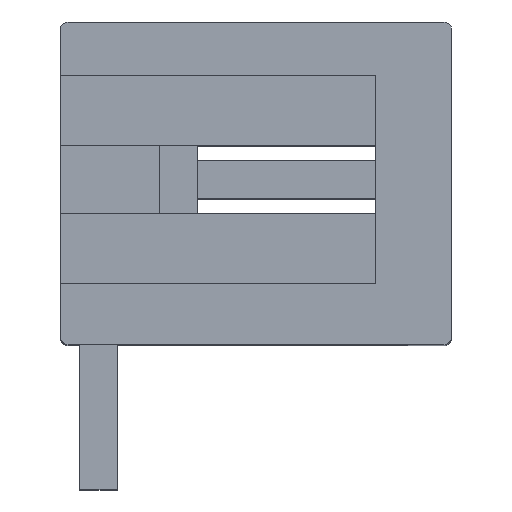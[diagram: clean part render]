
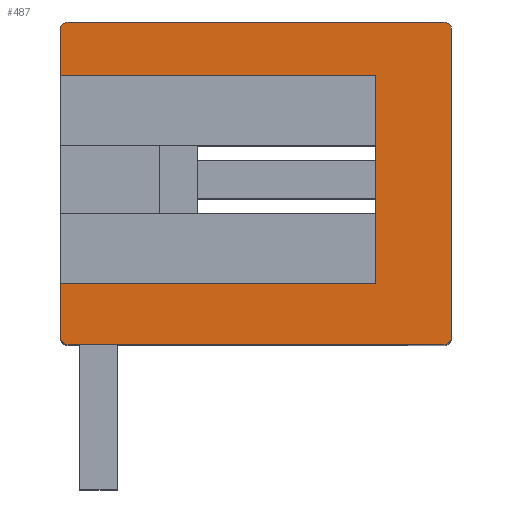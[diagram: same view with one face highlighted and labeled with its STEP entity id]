
A CAD part, top view. The second image highlights one B-rep face of the part: STEP entity #487.
In plain terms, the highlighted planar face has unit normal (0, 0, 1).
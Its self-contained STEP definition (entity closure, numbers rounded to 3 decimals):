
#487 = ADVANCED_FACE( '', ( #1029 ), #1030, .T. );
#1029 = FACE_OUTER_BOUND( '', #1613, .T. );
#1030 = PLANE( '', #1614 );
#1613 = EDGE_LOOP( '', ( #3102, #3103, #3104, #3105, #3106, #3107, #3108, #3109, #3110, #3111, #3112, #3113 ) );
#1614 = AXIS2_PLACEMENT_3D( '', #3114, #3115, #3116 );
#3102 = ORIENTED_EDGE( '', *, *, #3677, .T. );
#3103 = ORIENTED_EDGE( '', *, *, #3608, .F. );
#3104 = ORIENTED_EDGE( '', *, *, #4060, .T. );
#3105 = ORIENTED_EDGE( '', *, *, #4155, .T. );
#3106 = ORIENTED_EDGE( '', *, *, #3736, .T. );
#3107 = ORIENTED_EDGE( '', *, *, #4018, .T. );
#3108 = ORIENTED_EDGE( '', *, *, #3887, .T. );
#3109 = ORIENTED_EDGE( '', *, *, #4182, .T. );
#3110 = ORIENTED_EDGE( '', *, *, #4010, .T. );
#3111 = ORIENTED_EDGE( '', *, *, #3587, .T. );
#3112 = ORIENTED_EDGE( '', *, *, #4183, .T. );
#3113 = ORIENTED_EDGE( '', *, *, #4035, .T. );
#3114 = CARTESIAN_POINT( '', ( -0.8, 8.3, 19.9 ) );
#3115 = DIRECTION( '', ( 0., 0., 1. ) );
#3116 = DIRECTION( '', ( 1., 0., 0. ) );
#3587 = EDGE_CURVE( '', #4324, #4322, #4325, .T. );
#3608 = EDGE_CURVE( '', #4359, #4355, #4361, .T. );
#3677 = EDGE_CURVE( '', #4483, #4355, #4484, .T. );
#3736 = EDGE_CURVE( '', #4591, #4589, #4592, .T. );
#3887 = EDGE_CURVE( '', #4837, #4835, #4838, .T. );
#4010 = EDGE_CURVE( '', #5019, #4324, #5020, .T. );
#4018 = EDGE_CURVE( '', #4589, #4837, #5030, .T. );
#4035 = EDGE_CURVE( '', #5053, #4483, #5054, .T. );
#4060 = EDGE_CURVE( '', #4359, #5088, #5090, .T. );
#4155 = EDGE_CURVE( '', #5088, #4591, #5203, .T. );
#4182 = EDGE_CURVE( '', #4835, #5019, #5231, .T. );
#4183 = EDGE_CURVE( '', #4322, #5053, #5232, .T. );
#4322 = VERTEX_POINT( '', #5400 );
#4324 = VERTEX_POINT( '', #5403 );
#4325 = CIRCLE( '', #5404, 0.2 );
#4355 = VERTEX_POINT( '', #5446 );
#4359 = VERTEX_POINT( '', #5452 );
#4361 = LINE( '', #5455, #5456 );
#4483 = VERTEX_POINT( '', #5629 );
#4484 = LINE( '', #5630, #5631 );
#4589 = VERTEX_POINT( '', #5793 );
#4591 = VERTEX_POINT( '', #5796 );
#4592 = LINE( '', #5797, #5798 );
#4835 = VERTEX_POINT( '', #6162 );
#4837 = VERTEX_POINT( '', #6165 );
#4838 = LINE( '', #6166, #6167 );
#5019 = VERTEX_POINT( '', #6439 );
#5020 = LINE( '', #6440, #6441 );
#5030 = CIRCLE( '', #6455, 0.2 );
#5053 = VERTEX_POINT( '', #6484 );
#5054 = CIRCLE( '', #6485, 0.2 );
#5088 = VERTEX_POINT( '', #6537 );
#5090 = LINE( '', #6540, #6541 );
#5203 = LINE( '', #6707, #6708 );
#5231 = CIRCLE( '', #6750, 0.2 );
#5232 = LINE( '', #6751, #6752 );
#5400 = CARTESIAN_POINT( '', ( 9.1, 8.5, 19.9 ) );
#5403 = CARTESIAN_POINT( '', ( 9.3, 8.3, 19.9 ) );
#5404 = AXIS2_PLACEMENT_3D( '', #6892, #6893, #6894 );
#5446 = CARTESIAN_POINT( '', ( -1., 7.1, 19.9 ) );
#5452 = CARTESIAN_POINT( '', ( 7.3, 7.1, 19.9 ) );
#5455 = CARTESIAN_POINT( '', ( 7.3, 7.1, 19.9 ) );
#5456 = VECTOR( '', #6913, 1000. );
#5629 = CARTESIAN_POINT( '', ( -1., 8.3, 19.9 ) );
#5630 = CARTESIAN_POINT( '', ( -1., 8.3, 19.9 ) );
#5631 = VECTOR( '', #6977, 1000. );
#5793 = CARTESIAN_POINT( '', ( -1., 0.2, 19.9 ) );
#5796 = CARTESIAN_POINT( '', ( -1., 1.6, 19.9 ) );
#5797 = CARTESIAN_POINT( '', ( -1., 8.3, 19.9 ) );
#5798 = VECTOR( '', #7036, 1000. );
#6162 = CARTESIAN_POINT( '', ( 9.1, 0., 19.9 ) );
#6165 = CARTESIAN_POINT( '', ( -0.8, 0., 19.9 ) );
#6166 = CARTESIAN_POINT( '', ( -0.8, 0., 19.9 ) );
#6167 = VECTOR( '', #7165, 1000. );
#6439 = CARTESIAN_POINT( '', ( 9.3, 0.2, 19.9 ) );
#6440 = CARTESIAN_POINT( '', ( 9.3, 0.2, 19.9 ) );
#6441 = VECTOR( '', #7266, 1000. );
#6455 = AXIS2_PLACEMENT_3D( '', #7274, #7275, #7276 );
#6484 = CARTESIAN_POINT( '', ( -0.8, 8.5, 19.9 ) );
#6485 = AXIS2_PLACEMENT_3D( '', #7295, #7296, #7297 );
#6537 = CARTESIAN_POINT( '', ( 7.3, 1.6, 19.9 ) );
#6540 = CARTESIAN_POINT( '', ( 7.3, 7.1, 19.9 ) );
#6541 = VECTOR( '', #7317, 1000. );
#6707 = CARTESIAN_POINT( '', ( 7.3, 1.6, 19.9 ) );
#6708 = VECTOR( '', #7380, 1000. );
#6750 = AXIS2_PLACEMENT_3D( '', #7398, #7399, #7400 );
#6751 = CARTESIAN_POINT( '', ( 9.1, 8.5, 19.9 ) );
#6752 = VECTOR( '', #7401, 1000. );
#6892 = CARTESIAN_POINT( '', ( 9.1, 8.3, 19.9 ) );
#6893 = DIRECTION( '', ( 0., 0., 1. ) );
#6894 = DIRECTION( '', ( 1., 0., 0. ) );
#6913 = DIRECTION( '', ( -1., 0., 0. ) );
#6977 = DIRECTION( '', ( 0., -1., 0. ) );
#7036 = DIRECTION( '', ( 0., -1., 0. ) );
#7165 = DIRECTION( '', ( 1., 0., 0. ) );
#7266 = DIRECTION( '', ( 0., 1., 0. ) );
#7274 = CARTESIAN_POINT( '', ( -0.8, 0.2, 19.9 ) );
#7275 = DIRECTION( '', ( 0., 0., 1. ) );
#7276 = DIRECTION( '', ( 1., 0., 0. ) );
#7295 = CARTESIAN_POINT( '', ( -0.8, 8.3, 19.9 ) );
#7296 = DIRECTION( '', ( 0., 0., 1. ) );
#7297 = DIRECTION( '', ( 1., 0., 0. ) );
#7317 = DIRECTION( '', ( 0., -1., 0. ) );
#7380 = DIRECTION( '', ( -1., 0., 0. ) );
#7398 = CARTESIAN_POINT( '', ( 9.1, 0.2, 19.9 ) );
#7399 = DIRECTION( '', ( 0., 0., 1. ) );
#7400 = DIRECTION( '', ( 1., 0., 0. ) );
#7401 = DIRECTION( '', ( -1., 0., 0. ) );
